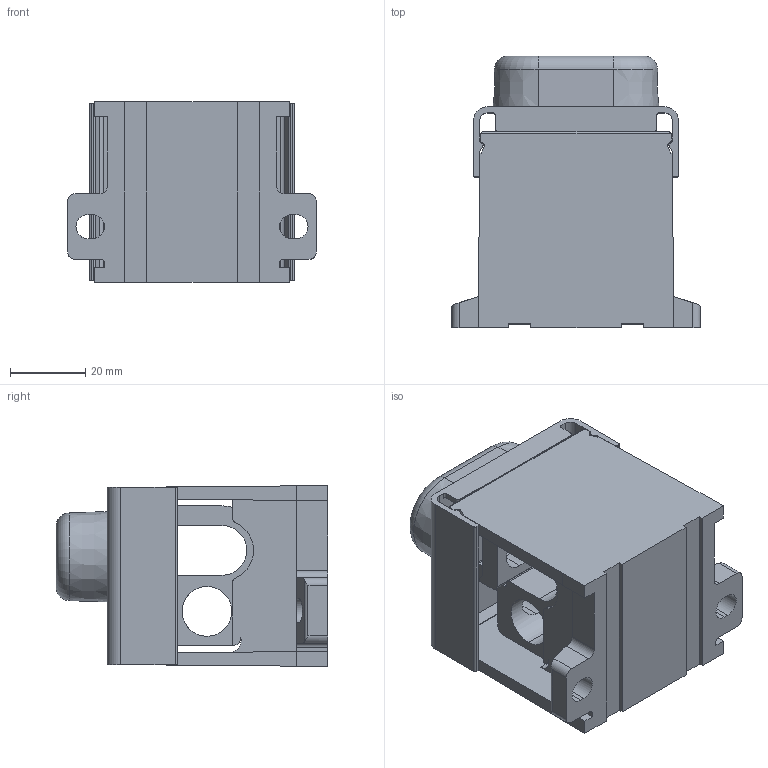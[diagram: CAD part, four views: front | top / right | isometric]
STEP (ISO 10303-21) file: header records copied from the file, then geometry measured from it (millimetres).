
FILE_DESCRIPTION((''),'2;1');
FILE_NAME('95-70','2024-02-20T',('dell'),(''),'PRO/ENGINEER BY PARAMETRIC TECHNOLOGY CORPORATION, 2013230','PRO/ENGINEER BY PARAMETRIC TECHNOLOGY CORPORATION, 2013230','');
FILE_SCHEMA(('AUTOMOTIVE_DESIGN { 1 0 10303 214 1 1 1 1 }'));
Length unit declared in the file: millimetre
Products named in the file (1): 95-70
Bounding box: 66 x 72.1 x 48 mm (x, y, z)
Volume: 88554.9 mm3; surface area: 35088.1 mm2
Topology: 1 solids, 1 shells, 216 faces, 647 edges, 426 vertices
Faces by surface type: plane 124, cylinder 88, cone 2, torus 2
Entity records: 7503 total; most frequent: CARTESIAN_POINT 1541, ORIENTED_EDGE 1294, DIRECTION 1167, EDGE_CURVE 647, VECTOR 455, LINE 455, VERTEX_POINT 426, AXIS2_PLACEMENT_3D 356
